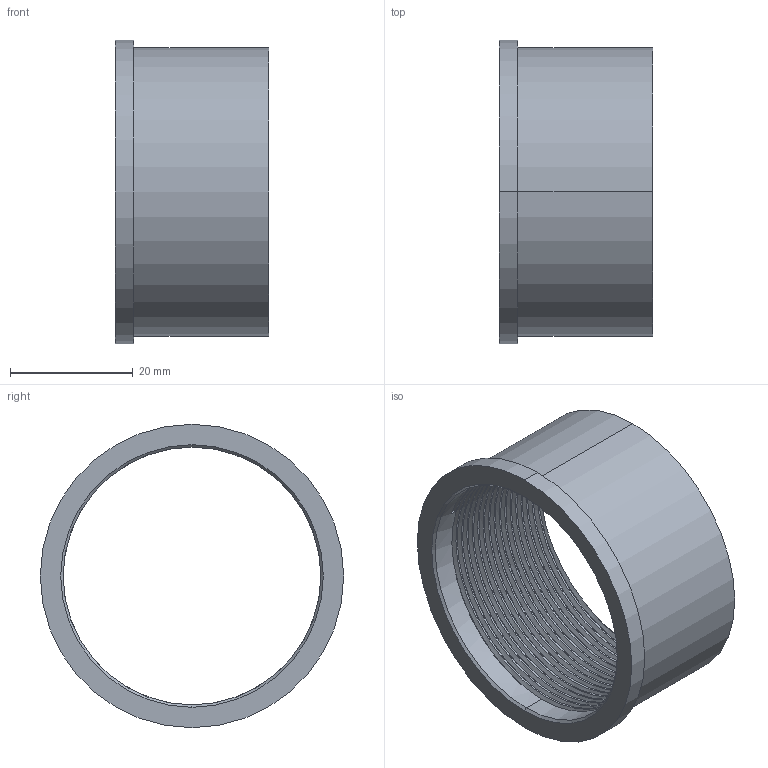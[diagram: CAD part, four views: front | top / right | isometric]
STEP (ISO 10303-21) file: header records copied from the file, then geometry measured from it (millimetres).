
FILE_DESCRIPTION (( 'STEP AP203' ), '1' );
FILE_NAME ('3D-LR-131-E_1 1-4_17106360.STEP', '2024-09-02T15:32:08', ( '' ), ( '' ), 'SwSTEP 2.0', 'SolidWorks 2024', '' );
FILE_SCHEMA (( 'CONFIG_CONTROL_DESIGN' ));
Length unit declared in the file: millimetre
Products named in the file (1): 3D-LR-131-E_1 1-4_17106360
Bounding box: 25 x 49.5 x 49.5 mm (x, y, z)
Volume: 8370.8 mm3; surface area: 9862.9 mm2
Topology: 1 solids, 1 shells, 49 faces, 136 edges, 90 vertices
Faces by surface type: cylinder 40, plane 4, bspline 3, cone 2
Entity records: 4450 total; most frequent: CARTESIAN_POINT 3349, ORIENTED_EDGE 272, DIRECTION 161, EDGE_CURVE 136, VERTEX_POINT 90, AXIS2_PLACEMENT_3D 59, EDGE_LOOP 52, FACE_OUTER_BOUND 49
